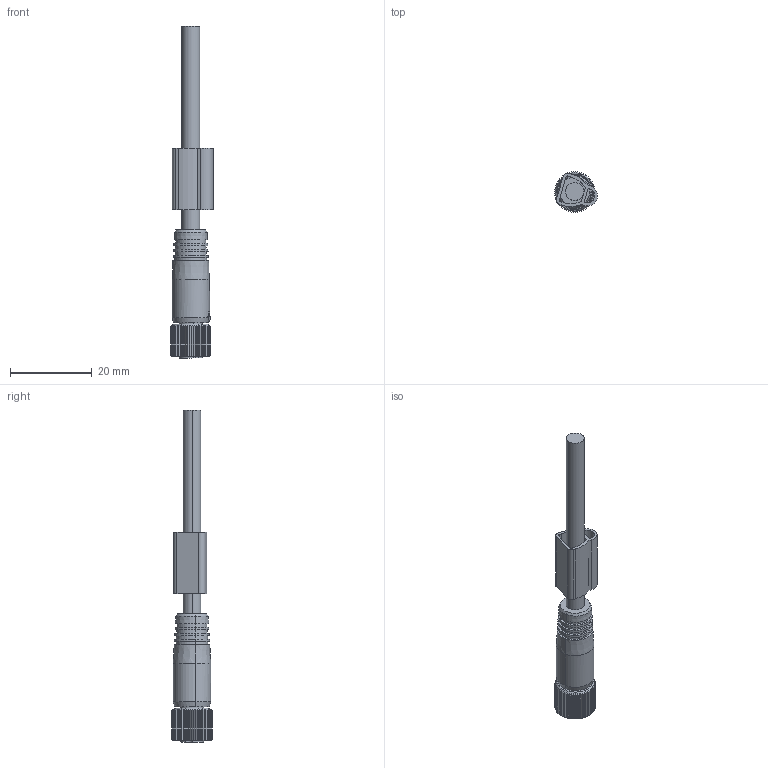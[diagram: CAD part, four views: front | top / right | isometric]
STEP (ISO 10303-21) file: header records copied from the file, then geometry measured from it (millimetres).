
FILE_DESCRIPTION(('CATIA V5 STEP Exchange','CAx-IF Rec.Pracs.--- Model Styling and Organization---1.4--- 2014-01-23'),'2;1');
FILE_NAME ('012761-1_0_1382990300_1382990300.stp','2021-03-29T09:44:14+00:00',('none'),('Weidmueller'),'CATIA Version 5-6 Release 2016 SP3 HF44','CATIA V5 STEP AP214','none');
FILE_SCHEMA(('AUTOMOTIVE_DESIGN { 1 0 10303 214 1 1 1 1 }'));
Length unit declared in the file: millimetre
Products named in the file (1): 1382990300
Bounding box: 10.52 x 9.91 x 81.4 mm (x, y, z)
Volume: 2977 mm3; surface area: 3826.9 mm2
Topology: 14 solids, 14 shells, 502 faces, 1353 edges, 898 vertices
Faces by surface type: plane 216, cylinder 202, cone 56, bspline 16, torus 12
Entity records: 16254 total; most frequent: CARTESIAN_POINT 4908, ORIENTED_EDGE 2706, DIRECTION 1679, EDGE_CURVE 1353, VERTEX_POINT 898, AXIS2_PLACEMENT_3D 839, EDGE_LOOP 537, ADVANCED_FACE 502
